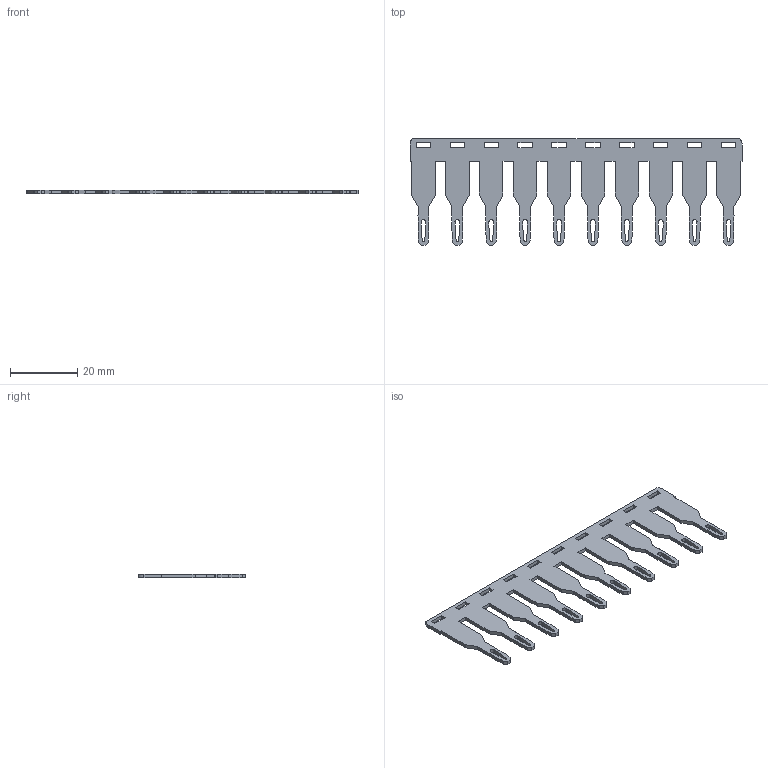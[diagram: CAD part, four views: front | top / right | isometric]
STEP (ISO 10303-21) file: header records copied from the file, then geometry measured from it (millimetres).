
FILE_DESCRIPTION((''),'2;1');
FILE_NAME('PTC1110_ASM','2022-09-23T09:17:38',('klemen.sitar'),('Audax d.o.o.'),'CREO PARAMETRIC BY PTC INC, 2021304','CREO PARAMETRIC BY PTC INC, 2021304','');
FILE_SCHEMA(('AP242_MANAGED_MODEL_BASED_3D_ENGINEERING_MIM_LF { 1 0 10303 442 1 1 4 }'));
Length unit declared in the file: millimetre
Products named in the file (2): PTC1110-90620; PTC1110_ASM
Assembly tree (1 placements, depth 2):
  PTC1110_ASM
    PTC1110-90620
Bounding box: 98.9 x 31.8 x 1.1 mm (x, y, z)
Volume: 1935.4 mm3; surface area: 4540.3 mm2
Topology: 1 solids, 1 shells, 268 faces, 818 edges, 552 vertices
Faces by surface type: plane 186, cylinder 82
Entity records: 13773 total; most frequent: CARTESIAN_POINT 1646, ORIENTED_EDGE 1636, DIRECTION 1546, PRESENTATION_STYLE_ASSIGNMENT 1089, STYLED_ITEM 1089, CURVE_STYLE 820, EDGE_CURVE 818, VECTOR 634
